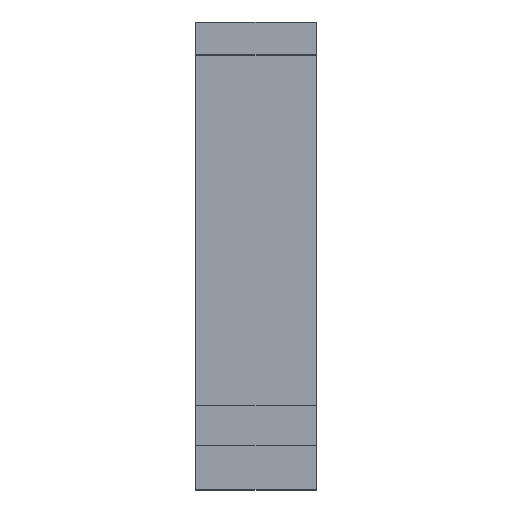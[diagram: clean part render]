
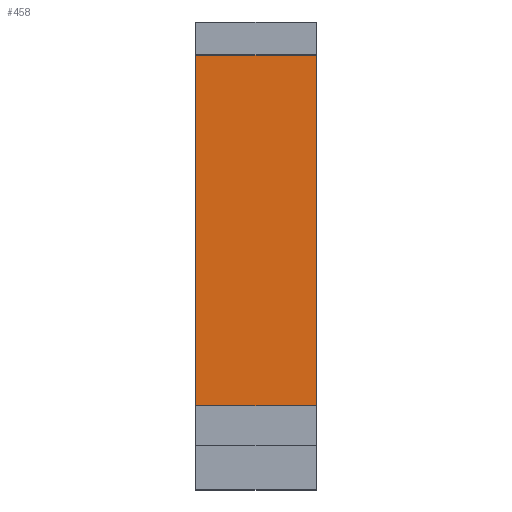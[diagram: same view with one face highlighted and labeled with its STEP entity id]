
A CAD part, top view. The second image highlights one B-rep face of the part: STEP entity #458.
In plain terms, the highlighted planar face has unit normal (0, 0, 1).
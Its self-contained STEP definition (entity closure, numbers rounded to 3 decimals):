
#30=FACE_OUTER_BOUND('',#53,.T.);
#53=EDGE_LOOP('',(#348,#349,#350,#351));
#104=LINE('',#697,#167);
#105=LINE('',#700,#168);
#106=LINE('',#702,#169);
#107=LINE('',#703,#170);
#167=VECTOR('',#572,10.);
#168=VECTOR('',#575,10.);
#169=VECTOR('',#576,10.);
#170=VECTOR('',#577,10.);
#217=VERTEX_POINT('',#693);
#218=VERTEX_POINT('',#695);
#219=VERTEX_POINT('',#699);
#220=VERTEX_POINT('',#701);
#272=EDGE_CURVE('',#217,#218,#104,.T.);
#273=EDGE_CURVE('',#217,#219,#105,.T.);
#274=EDGE_CURVE('',#220,#218,#106,.T.);
#275=EDGE_CURVE('',#219,#220,#107,.T.);
#348=ORIENTED_EDGE('',*,*,#273,.F.);
#349=ORIENTED_EDGE('',*,*,#272,.T.);
#350=ORIENTED_EDGE('',*,*,#274,.F.);
#351=ORIENTED_EDGE('',*,*,#275,.F.);
#435=PLANE('',#495);
#458=ADVANCED_FACE('',(#30),#435,.T.);
#495=AXIS2_PLACEMENT_3D('',#698,#573,#574);
#572=DIRECTION('',(1.,0.,0.));
#573=DIRECTION('center_axis',(0.,0.,1.));
#574=DIRECTION('ref_axis',(0.,-1.,0.));
#575=DIRECTION('',(0.,1.,0.));
#576=DIRECTION('',(0.,-1.,0.));
#577=DIRECTION('',(1.,0.,0.));
#693=CARTESIAN_POINT('',(0.,7.2,54.65));
#695=CARTESIAN_POINT('',(22.,7.2,54.65));
#697=CARTESIAN_POINT('',(0.,7.2,54.65));
#698=CARTESIAN_POINT('Origin',(0.,71.2,54.65));
#699=CARTESIAN_POINT('',(0.,71.2,54.65));
#700=CARTESIAN_POINT('',(0.,7.2,54.65));
#701=CARTESIAN_POINT('',(22.,71.2,54.65));
#702=CARTESIAN_POINT('',(22.,7.2,54.65));
#703=CARTESIAN_POINT('',(0.,71.2,54.65));
